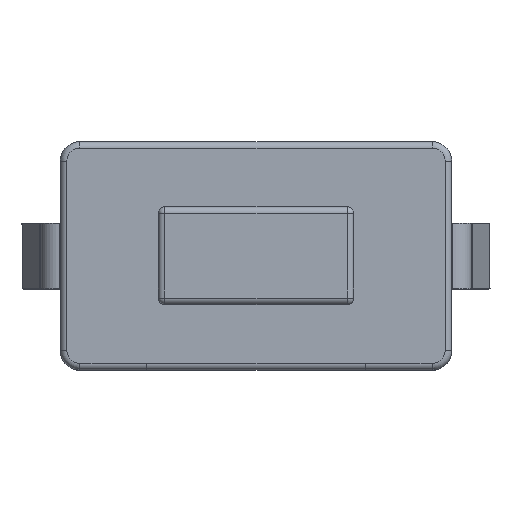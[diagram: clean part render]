
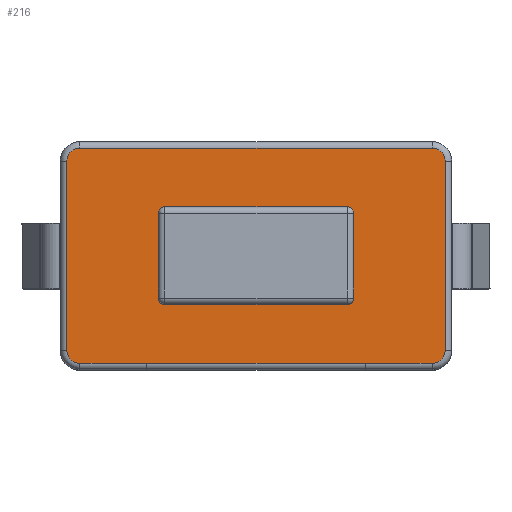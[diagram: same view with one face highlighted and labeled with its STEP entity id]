
A CAD part, top view. The second image highlights one B-rep face of the part: STEP entity #216.
In plain terms, the highlighted planar face has unit normal (0, 0, 1).
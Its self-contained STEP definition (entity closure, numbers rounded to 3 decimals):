
#55=CARTESIAN_POINT('',(-3.,-4.25,3.));
#56=DIRECTION('',(0.,0.,-1.));
#57=DIRECTION('',(-1.,0.,0.));
#58=AXIS2_PLACEMENT_3D('',#55,#56,#57);
#59=PLANE('',#58);
#60=CARTESIAN_POINT('',(-1.677,-1.65,3.));
#61=VERTEX_POINT('',#60);
#62=CARTESIAN_POINT('',(1.677,-1.65,3.));
#63=VERTEX_POINT('',#62);
#64=CARTESIAN_POINT('',(-1.677,-1.65,3.));
#65=DIRECTION('',(1.,0.,-0.));
#66=VECTOR('',#65,3.354);
#67=LINE('',#64,#66);
#68=EDGE_CURVE('',#61,#63,#67,.T.);
#69=ORIENTED_EDGE('',*,*,#68,.T.);
#70=CARTESIAN_POINT('',(2.7,-1.65,3.));
#71=VERTEX_POINT('',#70);
#72=CARTESIAN_POINT('',(1.677,-1.65,3.));
#73=DIRECTION('',(1.,0.,-0.));
#74=VECTOR('',#73,1.023);
#75=LINE('',#72,#74);
#76=EDGE_CURVE('',#63,#71,#75,.T.);
#77=ORIENTED_EDGE('',*,*,#76,.T.);
#78=CARTESIAN_POINT('',(2.9,-1.45,3.));
#79=VERTEX_POINT('',#78);
#80=CARTESIAN_POINT('',(2.7,-1.45,3.));
#81=DIRECTION('',(-0.,-0.,1.));
#82=DIRECTION('',(-1.,0.,0.));
#83=AXIS2_PLACEMENT_3D('',#80,#81,#82);
#84=CIRCLE('',#83,0.2);
#85=EDGE_CURVE('',#71,#79,#84,.T.);
#86=ORIENTED_EDGE('',*,*,#85,.T.);
#87=CARTESIAN_POINT('',(2.9,1.45,3.));
#88=VERTEX_POINT('',#87);
#89=CARTESIAN_POINT('',(2.9,-1.45,3.));
#90=DIRECTION('',(0.,1.,0.));
#91=VECTOR('',#90,2.9);
#92=LINE('',#89,#91);
#93=EDGE_CURVE('',#79,#88,#92,.T.);
#94=ORIENTED_EDGE('',*,*,#93,.T.);
#95=CARTESIAN_POINT('',(2.7,1.65,3.));
#96=VERTEX_POINT('',#95);
#97=CARTESIAN_POINT('',(2.7,1.45,3.));
#98=DIRECTION('',(-0.,-0.,1.));
#99=DIRECTION('',(-1.,0.,0.));
#100=AXIS2_PLACEMENT_3D('',#97,#98,#99);
#101=CIRCLE('',#100,0.2);
#102=EDGE_CURVE('',#88,#96,#101,.T.);
#103=ORIENTED_EDGE('',*,*,#102,.T.);
#104=CARTESIAN_POINT('',(-2.7,1.65,3.));
#105=VERTEX_POINT('',#104);
#106=CARTESIAN_POINT('',(2.7,1.65,3.));
#107=DIRECTION('',(-1.,0.,0.));
#108=VECTOR('',#107,5.4);
#109=LINE('',#106,#108);
#110=EDGE_CURVE('',#96,#105,#109,.T.);
#111=ORIENTED_EDGE('',*,*,#110,.T.);
#112=CARTESIAN_POINT('',(-2.9,1.45,3.));
#113=VERTEX_POINT('',#112);
#114=CARTESIAN_POINT('',(-2.7,1.45,3.));
#115=DIRECTION('',(-0.,-0.,1.));
#116=DIRECTION('',(-1.,0.,0.));
#117=AXIS2_PLACEMENT_3D('',#114,#115,#116);
#118=CIRCLE('',#117,0.2);
#119=EDGE_CURVE('',#105,#113,#118,.T.);
#120=ORIENTED_EDGE('',*,*,#119,.T.);
#121=CARTESIAN_POINT('',(-2.9,-1.45,3.));
#122=VERTEX_POINT('',#121);
#123=CARTESIAN_POINT('',(-2.9,1.45,3.));
#124=DIRECTION('',(0.,-1.,0.));
#125=VECTOR('',#124,2.9);
#126=LINE('',#123,#125);
#127=EDGE_CURVE('',#113,#122,#126,.T.);
#128=ORIENTED_EDGE('',*,*,#127,.T.);
#129=CARTESIAN_POINT('',(-2.7,-1.65,3.));
#130=VERTEX_POINT('',#129);
#131=CARTESIAN_POINT('',(-2.7,-1.45,3.));
#132=DIRECTION('',(-0.,-0.,1.));
#133=DIRECTION('',(-1.,0.,0.));
#134=AXIS2_PLACEMENT_3D('',#131,#132,#133);
#135=CIRCLE('',#134,0.2);
#136=EDGE_CURVE('',#122,#130,#135,.T.);
#137=ORIENTED_EDGE('',*,*,#136,.T.);
#138=CARTESIAN_POINT('',(-2.7,-1.65,3.));
#139=DIRECTION('',(1.,0.,-0.));
#140=VECTOR('',#139,1.023);
#141=LINE('',#138,#140);
#142=EDGE_CURVE('',#130,#61,#141,.T.);
#143=ORIENTED_EDGE('',*,*,#142,.T.);
#144=EDGE_LOOP('',(#69,#77,#86,#94,#103,#111,#120,#128,#137,#143));
#145=FACE_BOUND('',#144,.T.);
#146=CARTESIAN_POINT('',(-1.4,0.75,3.));
#147=VERTEX_POINT('',#146);
#148=CARTESIAN_POINT('',(1.4,0.75,3.));
#149=VERTEX_POINT('',#148);
#150=CARTESIAN_POINT('',(-1.4,0.75,3.));
#151=DIRECTION('',(1.,0.,-0.));
#152=VECTOR('',#151,2.8);
#153=LINE('',#150,#152);
#154=EDGE_CURVE('',#147,#149,#153,.T.);
#155=ORIENTED_EDGE('',*,*,#154,.T.);
#156=CARTESIAN_POINT('',(1.5,0.65,3.));
#157=VERTEX_POINT('',#156);
#158=CARTESIAN_POINT('',(1.4,0.65,3.));
#159=DIRECTION('',(0.,0.,-1.));
#160=DIRECTION('',(-1.,0.,0.));
#161=AXIS2_PLACEMENT_3D('',#158,#159,#160);
#162=CIRCLE('',#161,0.1);
#163=EDGE_CURVE('',#149,#157,#162,.T.);
#164=ORIENTED_EDGE('',*,*,#163,.T.);
#165=CARTESIAN_POINT('',(1.5,-0.65,3.));
#166=VERTEX_POINT('',#165);
#167=CARTESIAN_POINT('',(1.5,0.65,3.));
#168=DIRECTION('',(0.,-1.,0.));
#169=VECTOR('',#168,1.3);
#170=LINE('',#167,#169);
#171=EDGE_CURVE('',#157,#166,#170,.T.);
#172=ORIENTED_EDGE('',*,*,#171,.T.);
#173=CARTESIAN_POINT('',(1.4,-0.75,3.));
#174=VERTEX_POINT('',#173);
#175=CARTESIAN_POINT('',(1.4,-0.65,3.));
#176=DIRECTION('',(0.,0.,-1.));
#177=DIRECTION('',(-1.,0.,0.));
#178=AXIS2_PLACEMENT_3D('',#175,#176,#177);
#179=CIRCLE('',#178,0.1);
#180=EDGE_CURVE('',#166,#174,#179,.T.);
#181=ORIENTED_EDGE('',*,*,#180,.T.);
#182=CARTESIAN_POINT('',(-1.4,-0.75,3.));
#183=VERTEX_POINT('',#182);
#184=CARTESIAN_POINT('',(1.4,-0.75,3.));
#185=DIRECTION('',(-1.,0.,0.));
#186=VECTOR('',#185,2.8);
#187=LINE('',#184,#186);
#188=EDGE_CURVE('',#174,#183,#187,.T.);
#189=ORIENTED_EDGE('',*,*,#188,.T.);
#190=CARTESIAN_POINT('',(-1.5,-0.65,3.));
#191=VERTEX_POINT('',#190);
#192=CARTESIAN_POINT('',(-1.4,-0.65,3.));
#193=DIRECTION('',(0.,0.,-1.));
#194=DIRECTION('',(-1.,0.,0.));
#195=AXIS2_PLACEMENT_3D('',#192,#193,#194);
#196=CIRCLE('',#195,0.1);
#197=EDGE_CURVE('',#183,#191,#196,.T.);
#198=ORIENTED_EDGE('',*,*,#197,.T.);
#199=CARTESIAN_POINT('',(-1.5,0.65,3.));
#200=VERTEX_POINT('',#199);
#201=CARTESIAN_POINT('',(-1.5,-0.65,3.));
#202=DIRECTION('',(0.,1.,0.));
#203=VECTOR('',#202,1.3);
#204=LINE('',#201,#203);
#205=EDGE_CURVE('',#191,#200,#204,.T.);
#206=ORIENTED_EDGE('',*,*,#205,.T.);
#207=CARTESIAN_POINT('',(-1.4,0.65,3.));
#208=DIRECTION('',(0.,0.,-1.));
#209=DIRECTION('',(-1.,0.,0.));
#210=AXIS2_PLACEMENT_3D('',#207,#208,#209);
#211=CIRCLE('',#210,0.1);
#212=EDGE_CURVE('',#200,#147,#211,.T.);
#213=ORIENTED_EDGE('',*,*,#212,.T.);
#214=EDGE_LOOP('',(#155,#164,#172,#181,#189,#198,#206,#213));
#215=FACE_BOUND('',#214,.T.);
#216=ADVANCED_FACE('',(#145,#215),#59,.F.);
